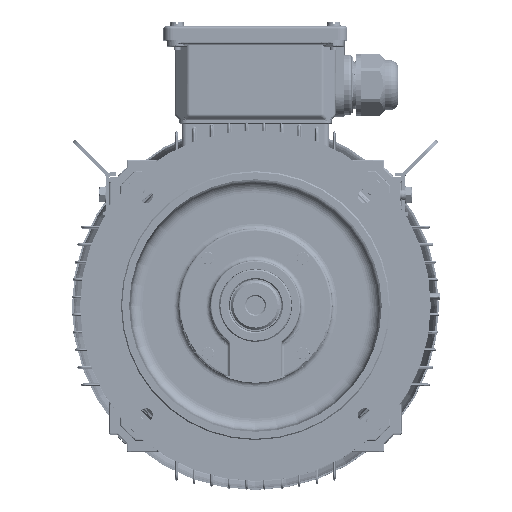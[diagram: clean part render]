
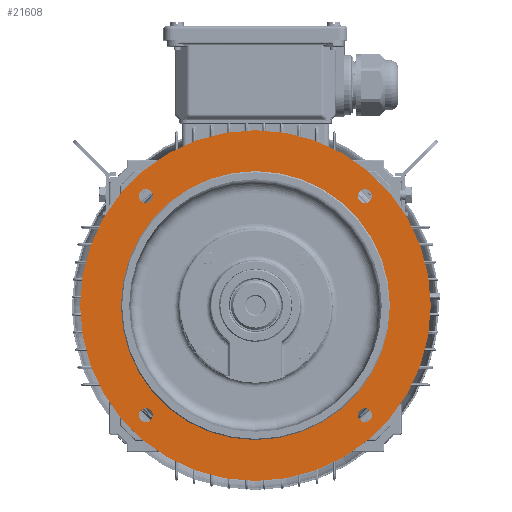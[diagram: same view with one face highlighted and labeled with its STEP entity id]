
A CAD part, top view. The second image highlights one B-rep face of the part: STEP entity #21608.
In plain terms, the highlighted planar face has unit normal (0, 0, 1).
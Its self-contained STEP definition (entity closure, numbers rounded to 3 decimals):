
#12183=PLANE('',#153747);
#13879=FACE_BOUND('',#40462,.T.);
#13880=FACE_BOUND('',#40463,.T.);
#13881=FACE_BOUND('',#40464,.T.);
#13882=FACE_BOUND('',#40465,.T.);
#13883=FACE_BOUND('',#40466,.T.);
#13884=FACE_BOUND('',#40467,.T.);
#21608=ADVANCED_FACE('',(#13879,#13880,#13881,#13882,#13883,#13884),#12183,
 .T.);
#40462=EDGE_LOOP('',(#103141));
#40463=EDGE_LOOP('',(#103142));
#40464=EDGE_LOOP('',(#103143));
#40465=EDGE_LOOP('',(#103144));
#40466=EDGE_LOOP('',(#103145));
#40467=EDGE_LOOP('',(#103146));
#103141=ORIENTED_EDGE('',*,*,#137620,.T.);
#103142=ORIENTED_EDGE('',*,*,#137621,.T.);
#103143=ORIENTED_EDGE('',*,*,#137622,.T.);
#103144=ORIENTED_EDGE('',*,*,#137623,.F.);
#103145=ORIENTED_EDGE('',*,*,#137624,.T.);
#103146=ORIENTED_EDGE('',*,*,#137625,.T.);
#117493=VERTEX_POINT('',#288215);
#117494=VERTEX_POINT('',#288217);
#117495=VERTEX_POINT('',#288219);
#117496=VERTEX_POINT('',#288221);
#117497=VERTEX_POINT('',#288223);
#117498=VERTEX_POINT('',#288225);
#137620=EDGE_CURVE('',#117493,#117493,#142583,.T.);
#137621=EDGE_CURVE('',#117494,#117494,#142584,.T.);
#137622=EDGE_CURVE('',#117495,#117495,#142585,.T.);
#137623=EDGE_CURVE('',#117496,#117496,#142586,.T.);
#137624=EDGE_CURVE('',#117497,#117497,#142587,.T.);
#137625=EDGE_CURVE('',#117498,#117498,#142588,.T.);
#142583=CIRCLE('',#153741,6.);
#142584=CIRCLE('',#153742,6.);
#142585=CIRCLE('',#153743,115.);
#142586=CIRCLE('',#153744,150.);
#142587=CIRCLE('',#153745,6.);
#142588=CIRCLE('',#153746,6.);
#153741=AXIS2_PLACEMENT_3D('',#288214,#187265,#187266);
#153742=AXIS2_PLACEMENT_3D('',#288216,#187267,#187268);
#153743=AXIS2_PLACEMENT_3D('',#288218,#187269,#187270);
#153744=AXIS2_PLACEMENT_3D('',#288220,#187271,#187272);
#153745=AXIS2_PLACEMENT_3D('',#288222,#187273,#187274);
#153746=AXIS2_PLACEMENT_3D('',#288224,#187275,#187276);
#153747=AXIS2_PLACEMENT_3D('',#288226,#187277,#187278);
#187265=DIRECTION('',(0.,0.,-1.));
#187266=DIRECTION('',(-0.707,-0.707,0.));
#187267=DIRECTION('',(0.,0.,-1.));
#187268=DIRECTION('',(-0.707,-0.707,0.));
#187269=DIRECTION('',(0.,0.,-1.));
#187270=DIRECTION('',(1.,0.,0.));
#187271=DIRECTION('',(0.,0.,-1.));
#187272=DIRECTION('',(1.,0.,0.));
#187273=DIRECTION('',(0.,0.,-1.));
#187274=DIRECTION('',(-0.707,-0.707,0.));
#187275=DIRECTION('',(0.,0.,-1.));
#187276=DIRECTION('',(-0.707,-0.707,0.));
#187277=DIRECTION('',(0.,0.,1.));
#187278=DIRECTION('',(-1.,0.,0.));
#288214=CARTESIAN_POINT('',(93.692,91.109,213.457));
#288215=CARTESIAN_POINT('',(89.449,86.867,213.457));
#288216=CARTESIAN_POINT('',(93.692,-96.274,213.457));
#288217=CARTESIAN_POINT('',(89.449,-100.516,213.457));
#288218=CARTESIAN_POINT('',(0.,-2.582,213.457));
#288219=CARTESIAN_POINT('',(115.,-2.582,213.457));
#288220=CARTESIAN_POINT('',(0.,-2.582,213.457));
#288221=CARTESIAN_POINT('',(150.,-2.582,213.457));
#288222=CARTESIAN_POINT('',(-93.692,-96.274,213.457));
#288223=CARTESIAN_POINT('',(-97.934,-100.516,213.457));
#288224=CARTESIAN_POINT('',(-93.692,91.109,213.457));
#288225=CARTESIAN_POINT('',(-97.934,86.867,213.457));
#288226=CARTESIAN_POINT('',(-150.,-2.582,213.457));
